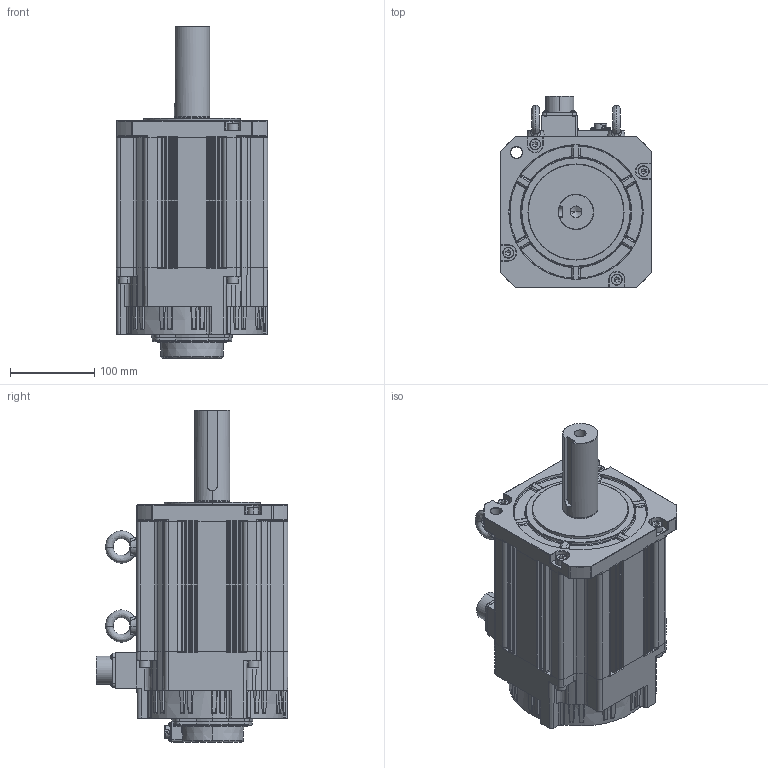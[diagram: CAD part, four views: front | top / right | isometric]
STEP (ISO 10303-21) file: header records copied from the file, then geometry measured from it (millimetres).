
FILE_DESCRIPTION (( 'STEP AP203' ), '1' );
FILE_NAME ('X2MM750A-B4LA（7.5KW带制动器）.STEP', '2019-12-11T07:23:59', ( '' ), ( '' ), 'SwSTEP 2.0', 'SolidWorks 2016', '' );
FILE_SCHEMA (( 'CONFIG_CONTROL_DESIGN' ));
Products named in the file (1): X2MM750A-B4LA（7.5KW带制动器）
Bounding box: 180 x 228.25 x 395 mm (x, y, z)
Volume: 7340717.4 mm3; surface area: 325727.2 mm2
Topology: 1 solids, 12 shells, 2265 faces, 5847 edges, 3616 vertices
Faces by surface type: plane 863, cylinder 734, cone 316, bspline 199, torus 91, sphere 62
Entity records: 84835 total; most frequent: CARTESIAN_POINT 31771, ORIENTED_EDGE 11526, DIRECTION 10782, EDGE_CURVE 5763, AXIS2_PLACEMENT_3D 4127, VERTEX_POINT 3588, LINE 2528, VECTOR 2528
